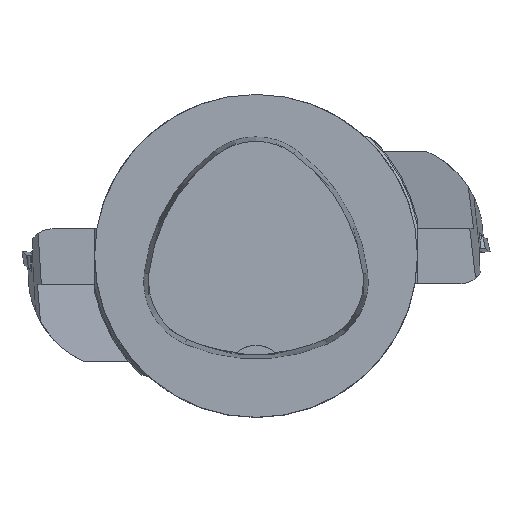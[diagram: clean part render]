
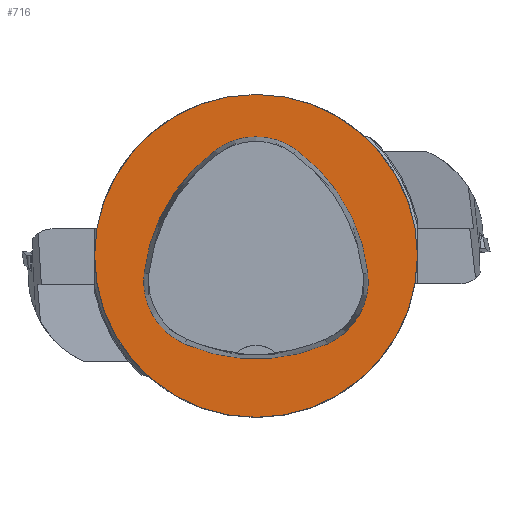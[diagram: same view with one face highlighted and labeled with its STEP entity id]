
A CAD part, top view. The second image highlights one B-rep face of the part: STEP entity #716.
In plain terms, the highlighted planar face has unit normal (0, 0, 1).
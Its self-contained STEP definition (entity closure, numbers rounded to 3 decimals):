
#344=FACE_BOUND('',#1337,.T.);
#345=FACE_BOUND('',#1338,.T.);
#449=CIRCLE('',#4800,40.);
#450=CIRCLE('',#4806,44.);
#452=CIRCLE('',#4809,17.);
#454=CIRCLE('',#4812,44.);
#456=CIRCLE('',#4815,17.);
#460=CIRCLE('',#4820,44.);
#462=CIRCLE('',#4823,17.);
#716=ADVANCED_FACE('',(#344,#345),#873,.T.);
#873=PLANE('',#4828);
#1337=EDGE_LOOP('',(#2628,#2629,#2630,#2631,#2632,#2633));
#1338=EDGE_LOOP('',(#2634));
#2628=ORIENTED_EDGE('',*,*,#3657,.T.);
#2629=ORIENTED_EDGE('',*,*,#3637,.T.);
#2630=ORIENTED_EDGE('',*,*,#3641,.T.);
#2631=ORIENTED_EDGE('',*,*,#3644,.T.);
#2632=ORIENTED_EDGE('',*,*,#3647,.T.);
#2633=ORIENTED_EDGE('',*,*,#3655,.T.);
#2634=ORIENTED_EDGE('',*,*,#3628,.F.);
#3058=VERTEX_POINT('',#7876);
#3067=VERTEX_POINT('',#7895);
#3068=VERTEX_POINT('',#7896);
#3071=VERTEX_POINT('',#7904);
#3073=VERTEX_POINT('',#7910);
#3075=VERTEX_POINT('',#7916);
#3082=VERTEX_POINT('',#7937);
#3628=EDGE_CURVE('',#3058,#3058,#449,.T.);
#3637=EDGE_CURVE('',#3067,#3068,#450,.T.);
#3641=EDGE_CURVE('',#3068,#3071,#452,.T.);
#3644=EDGE_CURVE('',#3071,#3073,#454,.T.);
#3647=EDGE_CURVE('',#3073,#3075,#456,.T.);
#3655=EDGE_CURVE('',#3075,#3082,#460,.T.);
#3657=EDGE_CURVE('',#3082,#3067,#462,.T.);
#4800=AXIS2_PLACEMENT_3D('',#7875,#5788,#5789);
#4806=AXIS2_PLACEMENT_3D('',#7894,#5804,#5805);
#4809=AXIS2_PLACEMENT_3D('',#7903,#5812,#5813);
#4812=AXIS2_PLACEMENT_3D('',#7909,#5819,#5820);
#4815=AXIS2_PLACEMENT_3D('',#7915,#5826,#5827);
#4820=AXIS2_PLACEMENT_3D('',#7938,#5838,#5839);
#4823=AXIS2_PLACEMENT_3D('',#7941,#5844,#5845);
#4828=AXIS2_PLACEMENT_3D('',#7946,#5854,#5855);
#5788=DIRECTION('',(0.,0.,-1.));
#5789=DIRECTION('',(-1.,0.,0.));
#5804=DIRECTION('',(0.,0.,-1.));
#5805=DIRECTION('',(-1.,0.,0.));
#5812=DIRECTION('',(0.,0.,-1.));
#5813=DIRECTION('',(-1.,0.,0.));
#5819=DIRECTION('',(0.,0.,-1.));
#5820=DIRECTION('',(-1.,0.,0.));
#5826=DIRECTION('',(0.,0.,-1.));
#5827=DIRECTION('',(-1.,0.,0.));
#5838=DIRECTION('',(0.,0.,-1.));
#5839=DIRECTION('',(-1.,0.,0.));
#5844=DIRECTION('',(0.,0.,-1.));
#5845=DIRECTION('',(-1.,0.,0.));
#5854=DIRECTION('',(0.,0.,1.));
#5855=DIRECTION('',(1.,0.,0.));
#7875=CARTESIAN_POINT('',(0.,0.,0.));
#7876=CARTESIAN_POINT('',(-40.,0.,0.));
#7894=CARTESIAN_POINT('',(16.01,-9.224,0.));
#7895=CARTESIAN_POINT('',(-27.722,-4.378,0.));
#7896=CARTESIAN_POINT('',(-10.119,26.178,0.));
#7903=CARTESIAN_POINT('',(-0.023,12.5,0.));
#7904=CARTESIAN_POINT('',(10.049,26.194,0.));
#7909=CARTESIAN_POINT('',(-16.021,-9.25,0.));
#7910=CARTESIAN_POINT('',(27.71,-4.394,0.));
#7915=CARTESIAN_POINT('',(10.814,-6.27,0.));
#7916=CARTESIAN_POINT('',(17.611,-21.852,0.));
#7937=CARTESIAN_POINT('',(-17.652,-21.819,0.));
#7938=CARTESIAN_POINT('',(0.017,18.477,0.));
#7941=CARTESIAN_POINT('',(-10.825,-6.25,0.));
#7946=CARTESIAN_POINT('',(0.,0.,0.));
